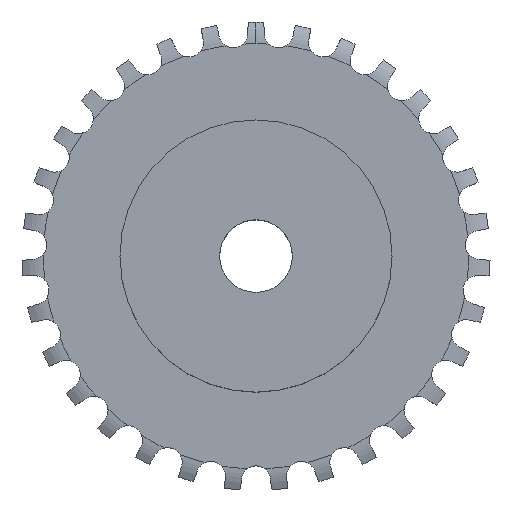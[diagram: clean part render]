
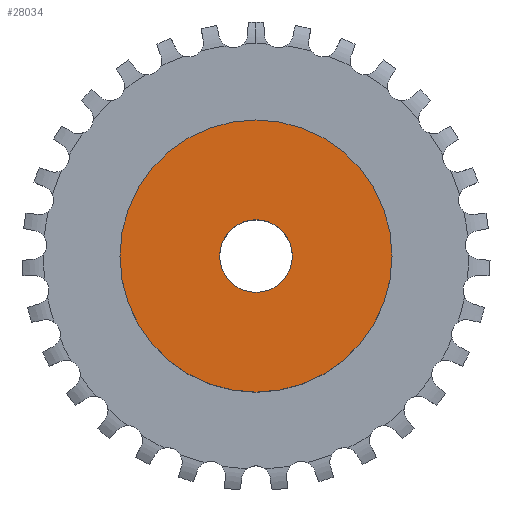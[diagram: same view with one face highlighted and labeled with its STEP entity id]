
A CAD part, top view. The second image highlights one B-rep face of the part: STEP entity #28034.
In plain terms, the highlighted planar face has unit normal (0, 0, 1).
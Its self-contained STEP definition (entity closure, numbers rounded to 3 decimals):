
#4733 = CYLINDRICAL_SURFACE('',#4734,4.);
#4734 = AXIS2_PLACEMENT_3D('',#4735,#4736,#4737);
#4735 = CARTESIAN_POINT('',(0.,0.,5000.));
#4736 = DIRECTION('',(0.,0.,1.));
#4737 = DIRECTION('',(1.,0.,-0.));
#8229 = CYLINDRICAL_SURFACE('',#8230,15.);
#8230 = AXIS2_PLACEMENT_3D('',#8231,#8232,#8233);
#8231 = CARTESIAN_POINT('',(0.,0.,0.));
#8232 = DIRECTION('',(-0.,-0.,-1.));
#8233 = DIRECTION('',(1.,0.,0.));
#22623 = EDGE_CURVE('',#22624,#22624,#22626,.T.);
#22624 = VERTEX_POINT('',#22625);
#22625 = CARTESIAN_POINT('',(4.,0.,13.85));
#22626 = SURFACE_CURVE('',#22627,(#22632,#22639),.PCURVE_S1.);
#22627 = CIRCLE('',#22628,4.);
#22628 = AXIS2_PLACEMENT_3D('',#22629,#22630,#22631);
#22629 = CARTESIAN_POINT('',(0.,0.,13.85));
#22630 = DIRECTION('',(0.,0.,1.));
#22631 = DIRECTION('',(1.,0.,-0.));
#22632 = PCURVE('',#4733,#22633);
#22633 = DEFINITIONAL_REPRESENTATION('',(#22634),#22638);
#22634 = LINE('',#22635,#22636);
#22635 = CARTESIAN_POINT('',(0.,-4986.15));
#22636 = VECTOR('',#22637,1.);
#22637 = DIRECTION('',(1.,0.));
#22638 = ( GEOMETRIC_REPRESENTATION_CONTEXT(2) 
PARAMETRIC_REPRESENTATION_CONTEXT() REPRESENTATION_CONTEXT('2D SPACE',''
  ) );
#22639 = PCURVE('',#22640,#22645);
#22640 = PLANE('',#22641);
#22641 = AXIS2_PLACEMENT_3D('',#22642,#22643,#22644);
#22642 = CARTESIAN_POINT('',(0.,0.,13.85));
#22643 = DIRECTION('',(-0.,0.,1.));
#22644 = DIRECTION('',(0.,-1.,0.));
#22645 = DEFINITIONAL_REPRESENTATION('',(#22646),#22650);
#22646 = CIRCLE('',#22647,4.);
#22647 = AXIS2_PLACEMENT_2D('',#22648,#22649);
#22648 = CARTESIAN_POINT('',(0.,0.));
#22649 = DIRECTION('',(0.,1.));
#22650 = ( GEOMETRIC_REPRESENTATION_CONTEXT(2) 
PARAMETRIC_REPRESENTATION_CONTEXT() REPRESENTATION_CONTEXT('2D SPACE',''
  ) );
#26160 = VERTEX_POINT('',#26161);
#26161 = CARTESIAN_POINT('',(15.,0.,13.85));
#26182 = EDGE_CURVE('',#26160,#26160,#26183,.T.);
#26183 = SURFACE_CURVE('',#26184,(#26189,#26196),.PCURVE_S1.);
#26184 = CIRCLE('',#26185,15.);
#26185 = AXIS2_PLACEMENT_3D('',#26186,#26187,#26188);
#26186 = CARTESIAN_POINT('',(0.,0.,13.85));
#26187 = DIRECTION('',(0.,0.,1.));
#26188 = DIRECTION('',(1.,0.,0.));
#26189 = PCURVE('',#8229,#26190);
#26190 = DEFINITIONAL_REPRESENTATION('',(#26191),#26195);
#26191 = LINE('',#26192,#26193);
#26192 = CARTESIAN_POINT('',(-0.,-13.85));
#26193 = VECTOR('',#26194,1.);
#26194 = DIRECTION('',(-1.,0.));
#26195 = ( GEOMETRIC_REPRESENTATION_CONTEXT(2) 
PARAMETRIC_REPRESENTATION_CONTEXT() REPRESENTATION_CONTEXT('2D SPACE',''
  ) );
#26196 = PCURVE('',#22640,#26197);
#26197 = DEFINITIONAL_REPRESENTATION('',(#26198),#26202);
#26198 = CIRCLE('',#26199,15.);
#26199 = AXIS2_PLACEMENT_2D('',#26200,#26201);
#26200 = CARTESIAN_POINT('',(0.,0.));
#26201 = DIRECTION('',(0.,1.));
#26202 = ( GEOMETRIC_REPRESENTATION_CONTEXT(2) 
PARAMETRIC_REPRESENTATION_CONTEXT() REPRESENTATION_CONTEXT('2D SPACE',''
  ) );
#28034 = ADVANCED_FACE('',(#28035,#28038),#22640,.T.);
#28035 = FACE_BOUND('',#28036,.T.);
#28036 = EDGE_LOOP('',(#28037));
#28037 = ORIENTED_EDGE('',*,*,#26182,.T.);
#28038 = FACE_BOUND('',#28039,.T.);
#28039 = EDGE_LOOP('',(#28040));
#28040 = ORIENTED_EDGE('',*,*,#22623,.F.);
